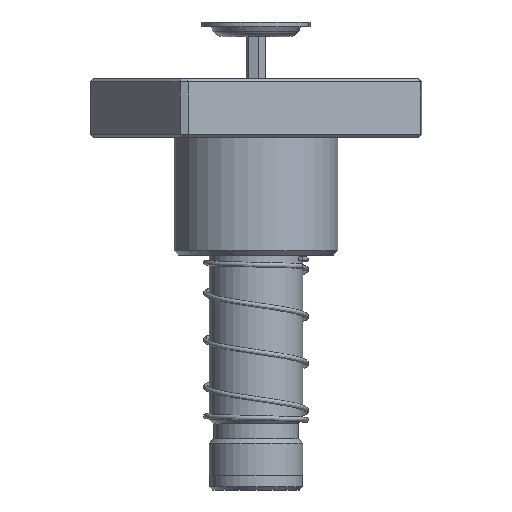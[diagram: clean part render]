
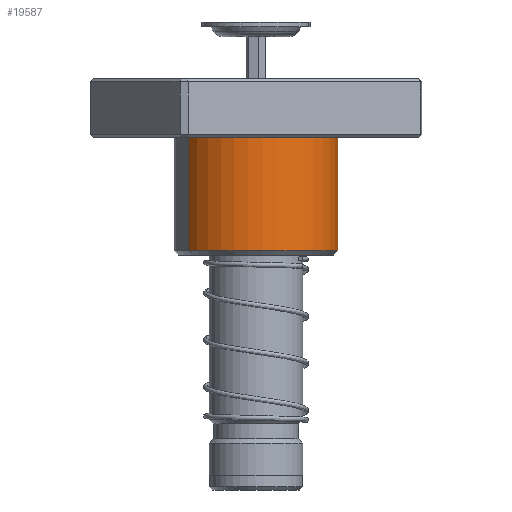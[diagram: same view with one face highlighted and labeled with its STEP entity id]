
A CAD part, front view. The second image highlights one B-rep face of the part: STEP entity #19587.
In plain terms, the highlighted cylindrical face has radius 28 mm (diameter 56 mm), a partial arc.
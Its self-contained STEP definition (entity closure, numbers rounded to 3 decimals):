
#82 = DIRECTION ( 'NONE',  ( -1., 0., 0. ) ) ;
#479 = EDGE_CURVE ( 'NONE', #39855, #4150, #33269, .T. ) ;
#2460 = LINE ( 'NONE', #12807, #18062 ) ;
#3242 = DIRECTION ( 'NONE',  ( 0., 0., 1. ) ) ;
#3718 = CIRCLE ( 'NONE', #29203, 28. ) ;
#3803 = CARTESIAN_POINT ( 'NONE',  ( 28., 0., 58.5 ) ) ;
#4031 = DIRECTION ( 'NONE',  ( 0., 0., -1. ) ) ;
#4150 = VERTEX_POINT ( 'NONE', #49217 ) ;
#6045 = ORIENTED_EDGE ( 'NONE', *, *, #47239, .T. ) ;
#6051 = CARTESIAN_POINT ( 'NONE',  ( -28., 0., 20. ) ) ;
#8591 = DIRECTION ( 'NONE',  ( 0., 0., -1. ) ) ;
#10293 = DIRECTION ( 'NONE',  ( 1., 0., 0. ) ) ;
#10939 = ORIENTED_EDGE ( 'NONE', *, *, #479, .T. ) ;
#12807 = CARTESIAN_POINT ( 'NONE',  ( -28., 0., 60. ) ) ;
#13156 = EDGE_CURVE ( 'NONE', #4150, #34286, #3718, .T. ) ;
#13159 = CARTESIAN_POINT ( 'NONE',  ( -28., 0., 58.5 ) ) ;
#13710 = VECTOR ( 'NONE', #4031, 1000. ) ;
#14423 = VERTEX_POINT ( 'NONE', #13159 ) ;
#15747 = AXIS2_PLACEMENT_3D ( 'NONE', #27838, #3242, #40741 ) ;
#17253 = CYLINDRICAL_SURFACE ( 'NONE', #27929, 28. ) ;
#18062 = VECTOR ( 'NONE', #8591, 1000. ) ;
#19587 = ADVANCED_FACE ( 'NONE', ( #28333 ), #17253, .T. ) ;
#21540 = AXIS2_PLACEMENT_3D ( 'NONE', #39839, #40896, #45442 ) ;
#21821 = CIRCLE ( 'NONE', #21540, 28. ) ;
#26120 = ORIENTED_EDGE ( 'NONE', *, *, #33773, .T. ) ;
#27838 = CARTESIAN_POINT ( 'NONE',  ( 0., 0., 20. ) ) ;
#27929 = AXIS2_PLACEMENT_3D ( 'NONE', #33573, #33034, #82 ) ;
#28333 = FACE_OUTER_BOUND ( 'NONE', #36594, .T. ) ;
#29203 = AXIS2_PLACEMENT_3D ( 'NONE', #39650, #36367, #10293 ) ;
#33034 = DIRECTION ( 'NONE',  ( 0., 0., -1. ) ) ;
#33269 = CIRCLE ( 'NONE', #15747, 28. ) ;
#33573 = CARTESIAN_POINT ( 'NONE',  ( 0., 0., 60. ) ) ;
#33773 = EDGE_CURVE ( 'NONE', #34973, #14423, #21821, .T. ) ;
#34286 = VERTEX_POINT ( 'NONE', #35045 ) ;
#34973 = VERTEX_POINT ( 'NONE', #3803 ) ;
#35045 = CARTESIAN_POINT ( 'NONE',  ( 28., 0., 20. ) ) ;
#36367 = DIRECTION ( 'NONE',  ( 0., 0., 1. ) ) ;
#36594 = EDGE_LOOP ( 'NONE', ( #51199, #26120, #6045, #10939, #49764 ) ) ;
#36834 = CARTESIAN_POINT ( 'NONE',  ( 28., 0., 60. ) ) ;
#37203 = LINE ( 'NONE', #36834, #13710 ) ;
#39650 = CARTESIAN_POINT ( 'NONE',  ( 0., 0., 20. ) ) ;
#39839 = CARTESIAN_POINT ( 'NONE',  ( 0., 0., 58.5 ) ) ;
#39855 = VERTEX_POINT ( 'NONE', #6051 ) ;
#40741 = DIRECTION ( 'NONE',  ( 1., 0., 0. ) ) ;
#40896 = DIRECTION ( 'NONE',  ( 0., 0., -1. ) ) ;
#42637 = EDGE_CURVE ( 'NONE', #34973, #34286, #37203, .T. ) ;
#45442 = DIRECTION ( 'NONE',  ( 1., 0., 0. ) ) ;
#47239 = EDGE_CURVE ( 'NONE', #14423, #39855, #2460, .T. ) ;
#49217 = CARTESIAN_POINT ( 'NONE',  ( 0., -28., 20. ) ) ;
#49764 = ORIENTED_EDGE ( 'NONE', *, *, #13156, .T. ) ;
#51199 = ORIENTED_EDGE ( 'NONE', *, *, #42637, .F. ) ;
